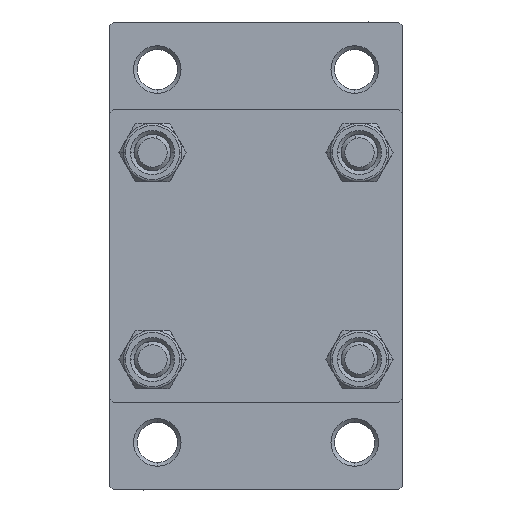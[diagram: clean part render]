
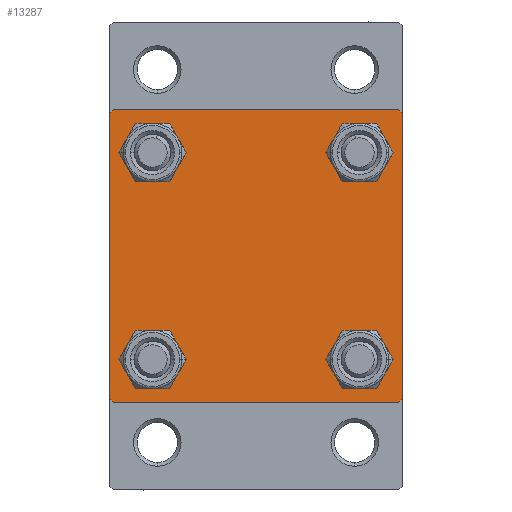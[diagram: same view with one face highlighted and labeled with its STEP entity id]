
A CAD part, left-side view. The second image highlights one B-rep face of the part: STEP entity #13287.
In plain terms, the highlighted planar face has unit normal (-1, 0, 0).
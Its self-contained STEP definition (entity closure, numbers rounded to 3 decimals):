
#393 = FACE_BOUND ( 'NONE', #40957, .T. ) ;
#481 = EDGE_CURVE ( 'NONE', #45370, #25026, #5441, .T. ) ;
#1062 = VERTEX_POINT ( 'NONE', #24586 ) ;
#1342 = AXIS2_PLACEMENT_3D ( 'NONE', #25793, #10895, #10642 ) ;
#1412 = CARTESIAN_POINT ( 'NONE',  ( 0., 14.15, -17.15 ) ) ;
#1554 = VERTEX_POINT ( 'NONE', #46079 ) ;
#1646 = AXIS2_PLACEMENT_3D ( 'NONE', #4731, #19426, #15815 ) ;
#1994 = DIRECTION ( 'NONE',  ( 0., 0., 1. ) ) ;
#2404 = ORIENTED_EDGE ( 'NONE', *, *, #45331, .T. ) ;
#2618 = CARTESIAN_POINT ( 'NONE',  ( 0., 19.75, -19.75 ) ) ;
#3975 = EDGE_LOOP ( 'NONE', ( #14796, #41862 ) ) ;
#4731 = CARTESIAN_POINT ( 'NONE',  ( 0., -14.15, -14.15 ) ) ;
#4823 = AXIS2_PLACEMENT_3D ( 'NONE', #46047, #17250, #46748 ) ;
#5128 = DIRECTION ( 'NONE',  ( 1., 0., 0. ) ) ;
#5217 = LINE ( 'NONE', #11737, #35474 ) ;
#5441 = CIRCLE ( 'NONE', #1646, 3. ) ;
#5574 = VECTOR ( 'NONE', #6933, 1000. ) ;
#5603 = LINE ( 'NONE', #31782, #41624 ) ;
#6933 = DIRECTION ( 'NONE',  ( 0., 0.707, 0.707 ) ) ;
#7264 = EDGE_CURVE ( 'NONE', #18228, #22791, #35878, .T. ) ;
#7495 = DIRECTION ( 'NONE',  ( 1., 0., 0. ) ) ;
#7527 = VECTOR ( 'NONE', #41976, 1000. ) ;
#8244 = CARTESIAN_POINT ( 'NONE',  ( 0., 20., -19.5 ) ) ;
#8445 = EDGE_CURVE ( 'NONE', #1554, #1062, #26820, .T. ) ;
#8614 = DIRECTION ( 'NONE',  ( 0., 0., 1. ) ) ;
#9072 = LINE ( 'NONE', #9307, #13726 ) ;
#9165 = VERTEX_POINT ( 'NONE', #32307 ) ;
#9307 = CARTESIAN_POINT ( 'NONE',  ( 0., 19.75, 19.75 ) ) ;
#9531 = EDGE_CURVE ( 'NONE', #16240, #39992, #31430, .T. ) ;
#9677 = CIRCLE ( 'NONE', #1342, 3. ) ;
#9813 = VERTEX_POINT ( 'NONE', #11030 ) ;
#9846 = EDGE_CURVE ( 'NONE', #38746, #28830, #28574, .T. ) ;
#10184 = CARTESIAN_POINT ( 'NONE',  ( 0., -20., -19.5 ) ) ;
#10316 = DIRECTION ( 'NONE',  ( 0., -0.707, -0.707 ) ) ;
#10391 = DIRECTION ( 'NONE',  ( 0., 0., -1. ) ) ;
#10642 = DIRECTION ( 'NONE',  ( 0., 0., 1. ) ) ;
#10886 = AXIS2_PLACEMENT_3D ( 'NONE', #15301, #43876, #18190 ) ;
#10895 = DIRECTION ( 'NONE',  ( 1., 0., 0. ) ) ;
#11004 = LINE ( 'NONE', #25658, #18660 ) ;
#11030 = CARTESIAN_POINT ( 'NONE',  ( 0., -20., 19.5 ) ) ;
#11040 = EDGE_LOOP ( 'NONE', ( #2404, #31776, #17801, #16735, #13695, #16101, #45170, #17544 ) ) ;
#11510 = CARTESIAN_POINT ( 'NONE',  ( 0., 20., 19.5 ) ) ;
#11737 = CARTESIAN_POINT ( 'NONE',  ( 0., 20., 20. ) ) ;
#12270 = CARTESIAN_POINT ( 'NONE',  ( 0., 14.15, 14.15 ) ) ;
#12363 = EDGE_CURVE ( 'NONE', #36112, #9165, #37672, .T. ) ;
#13011 = AXIS2_PLACEMENT_3D ( 'NONE', #15191, #41521, #8614 ) ;
#13287 = ADVANCED_FACE ( 'NONE', ( #22518, #33318, #44586, #393, #40029 ), #44122, .T. ) ;
#13695 = ORIENTED_EDGE ( 'NONE', *, *, #33085, .F. ) ;
#13726 = VECTOR ( 'NONE', #41510, 1000. ) ;
#14724 = CARTESIAN_POINT ( 'NONE',  ( 0., -14.15, -17.15 ) ) ;
#14796 = ORIENTED_EDGE ( 'NONE', *, *, #30733, .T. ) ;
#15191 = CARTESIAN_POINT ( 'NONE',  ( 0., -14.15, 14.15 ) ) ;
#15301 = CARTESIAN_POINT ( 'NONE',  ( 0., 0., 0. ) ) ;
#15409 = DIRECTION ( 'NONE',  ( 0., 0., 1. ) ) ;
#15430 = DIRECTION ( 'NONE',  ( 0., 0., 1. ) ) ;
#15489 = CARTESIAN_POINT ( 'NONE',  ( 0., 19.5, -20. ) ) ;
#15815 = DIRECTION ( 'NONE',  ( 0., 0., 1. ) ) ;
#16101 = ORIENTED_EDGE ( 'NONE', *, *, #46822, .T. ) ;
#16104 = CIRCLE ( 'NONE', #13011, 3. ) ;
#16117 = ORIENTED_EDGE ( 'NONE', *, *, #46945, .T. ) ;
#16240 = VERTEX_POINT ( 'NONE', #1412 ) ;
#16405 = EDGE_CURVE ( 'NONE', #28830, #18228, #11004, .T. ) ;
#16735 = ORIENTED_EDGE ( 'NONE', *, *, #7264, .T. ) ;
#16968 = AXIS2_PLACEMENT_3D ( 'NONE', #12270, #26925, #15409 ) ;
#17250 = DIRECTION ( 'NONE',  ( 1., 0., 0. ) ) ;
#17544 = ORIENTED_EDGE ( 'NONE', *, *, #33843, .T. ) ;
#17659 = VECTOR ( 'NONE', #10316, 1000. ) ;
#17801 = ORIENTED_EDGE ( 'NONE', *, *, #16405, .T. ) ;
#18190 = DIRECTION ( 'NONE',  ( 0., 0., 1. ) ) ;
#18228 = VERTEX_POINT ( 'NONE', #32565 ) ;
#18660 = VECTOR ( 'NONE', #40303, 1000. ) ;
#19017 = ORIENTED_EDGE ( 'NONE', *, *, #34499, .T. ) ;
#19426 = DIRECTION ( 'NONE',  ( 1., 0., 0. ) ) ;
#19613 = EDGE_LOOP ( 'NONE', ( #19017, #27344 ) ) ;
#20132 = LINE ( 'NONE', #27107, #7527 ) ;
#20845 = DIRECTION ( 'NONE',  ( 1., 0., 0. ) ) ;
#20883 = ORIENTED_EDGE ( 'NONE', *, *, #12363, .T. ) ;
#22219 = CARTESIAN_POINT ( 'NONE',  ( 0., 19.5, 20. ) ) ;
#22518 = FACE_BOUND ( 'NONE', #19613, .T. ) ;
#22791 = VERTEX_POINT ( 'NONE', #10184 ) ;
#23263 = AXIS2_PLACEMENT_3D ( 'NONE', #35240, #20845, #35475 ) ;
#24512 = ORIENTED_EDGE ( 'NONE', *, *, #481, .T. ) ;
#24538 = AXIS2_PLACEMENT_3D ( 'NONE', #34910, #5128, #1994 ) ;
#24586 = CARTESIAN_POINT ( 'NONE',  ( 0., -14.15, 17.15 ) ) ;
#24794 = CIRCLE ( 'NONE', #4823, 3. ) ;
#25026 = VERTEX_POINT ( 'NONE', #14724 ) ;
#25206 = LINE ( 'NONE', #39847, #5574 ) ;
#25658 = CARTESIAN_POINT ( 'NONE',  ( 0., 20., -20. ) ) ;
#25793 = CARTESIAN_POINT ( 'NONE',  ( 0., 14.15, -14.15 ) ) ;
#26397 = DIRECTION ( 'NONE',  ( 0., -1., 0. ) ) ;
#26820 = CIRCLE ( 'NONE', #39068, 3. ) ;
#26925 = DIRECTION ( 'NONE',  ( 1., 0., 0. ) ) ;
#27105 = CIRCLE ( 'NONE', #23263, 3. ) ;
#27107 = CARTESIAN_POINT ( 'NONE',  ( 0., -20., 20. ) ) ;
#27344 = ORIENTED_EDGE ( 'NONE', *, *, #8445, .T. ) ;
#28574 = LINE ( 'NONE', #2618, #17659 ) ;
#28604 = CARTESIAN_POINT ( 'NONE',  ( 0., -19.5, 20. ) ) ;
#28774 = VERTEX_POINT ( 'NONE', #22219 ) ;
#28830 = VERTEX_POINT ( 'NONE', #15489 ) ;
#30519 = CARTESIAN_POINT ( 'NONE',  ( 0., 14.15, -11.15 ) ) ;
#30733 = EDGE_CURVE ( 'NONE', #39992, #16240, #9677, .T. ) ;
#31430 = CIRCLE ( 'NONE', #24538, 3. ) ;
#31578 = DIRECTION ( 'NONE',  ( 0., -0.707, 0.707 ) ) ;
#31776 = ORIENTED_EDGE ( 'NONE', *, *, #9846, .T. ) ;
#31782 = CARTESIAN_POINT ( 'NONE',  ( 0., 20., 20. ) ) ;
#32307 = CARTESIAN_POINT ( 'NONE',  ( 0., 14.15, 17.15 ) ) ;
#32565 = CARTESIAN_POINT ( 'NONE',  ( 0., -19.5, -20. ) ) ;
#33085 = EDGE_CURVE ( 'NONE', #9813, #22791, #20132, .T. ) ;
#33318 = FACE_BOUND ( 'NONE', #36833, .T. ) ;
#33843 = EDGE_CURVE ( 'NONE', #28774, #38914, #9072, .T. ) ;
#34499 = EDGE_CURVE ( 'NONE', #1062, #1554, #16104, .T. ) ;
#34910 = CARTESIAN_POINT ( 'NONE',  ( 0., 14.15, -14.15 ) ) ;
#35240 = CARTESIAN_POINT ( 'NONE',  ( 0., 14.15, 14.15 ) ) ;
#35474 = VECTOR ( 'NONE', #26397, 1000. ) ;
#35475 = DIRECTION ( 'NONE',  ( 0., 0., 1. ) ) ;
#35544 = VERTEX_POINT ( 'NONE', #28604 ) ;
#35878 = LINE ( 'NONE', #42630, #43630 ) ;
#36112 = VERTEX_POINT ( 'NONE', #41127 ) ;
#36833 = EDGE_LOOP ( 'NONE', ( #24512, #16117 ) ) ;
#37672 = CIRCLE ( 'NONE', #16968, 3. ) ;
#37824 = ORIENTED_EDGE ( 'NONE', *, *, #46982, .T. ) ;
#38746 = VERTEX_POINT ( 'NONE', #8244 ) ;
#38914 = VERTEX_POINT ( 'NONE', #11510 ) ;
#39068 = AXIS2_PLACEMENT_3D ( 'NONE', #43040, #7495, #15430 ) ;
#39847 = CARTESIAN_POINT ( 'NONE',  ( 0., -19.75, 19.75 ) ) ;
#39992 = VERTEX_POINT ( 'NONE', #30519 ) ;
#40029 = FACE_OUTER_BOUND ( 'NONE', #11040, .T. ) ;
#40303 = DIRECTION ( 'NONE',  ( 0., -1., 0. ) ) ;
#40957 = EDGE_LOOP ( 'NONE', ( #37824, #20883 ) ) ;
#41127 = CARTESIAN_POINT ( 'NONE',  ( 0., 14.15, 11.15 ) ) ;
#41510 = DIRECTION ( 'NONE',  ( 0., 0.707, -0.707 ) ) ;
#41521 = DIRECTION ( 'NONE',  ( 1., 0., 0. ) ) ;
#41624 = VECTOR ( 'NONE', #10391, 1000. ) ;
#41862 = ORIENTED_EDGE ( 'NONE', *, *, #9531, .T. ) ;
#41976 = DIRECTION ( 'NONE',  ( 0., 0., -1. ) ) ;
#42630 = CARTESIAN_POINT ( 'NONE',  ( 0., -19.75, -19.75 ) ) ;
#42817 = CARTESIAN_POINT ( 'NONE',  ( 0., -14.15, -11.15 ) ) ;
#43040 = CARTESIAN_POINT ( 'NONE',  ( 0., -14.15, 14.15 ) ) ;
#43630 = VECTOR ( 'NONE', #31578, 1000. ) ;
#43876 = DIRECTION ( 'NONE',  ( -1., 0., 0. ) ) ;
#44122 = PLANE ( 'NONE',  #10886 ) ;
#44586 = FACE_BOUND ( 'NONE', #3975, .T. ) ;
#45170 = ORIENTED_EDGE ( 'NONE', *, *, #46120, .F. ) ;
#45331 = EDGE_CURVE ( 'NONE', #38914, #38746, #5603, .T. ) ;
#45370 = VERTEX_POINT ( 'NONE', #42817 ) ;
#46047 = CARTESIAN_POINT ( 'NONE',  ( 0., -14.15, -14.15 ) ) ;
#46079 = CARTESIAN_POINT ( 'NONE',  ( 0., -14.15, 11.15 ) ) ;
#46120 = EDGE_CURVE ( 'NONE', #28774, #35544, #5217, .T. ) ;
#46748 = DIRECTION ( 'NONE',  ( 0., 0., 1. ) ) ;
#46822 = EDGE_CURVE ( 'NONE', #9813, #35544, #25206, .T. ) ;
#46945 = EDGE_CURVE ( 'NONE', #25026, #45370, #24794, .T. ) ;
#46982 = EDGE_CURVE ( 'NONE', #9165, #36112, #27105, .T. ) ;
